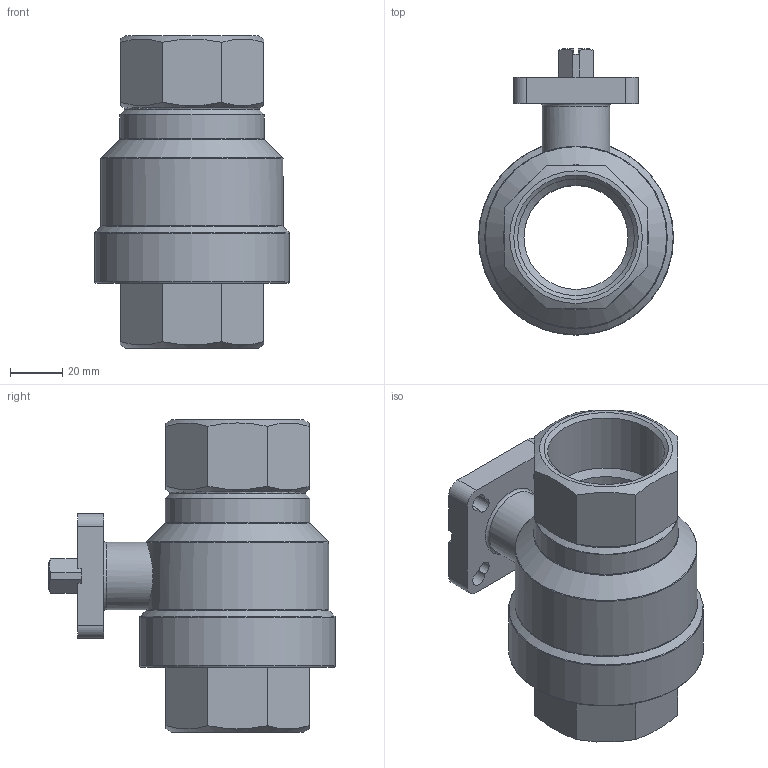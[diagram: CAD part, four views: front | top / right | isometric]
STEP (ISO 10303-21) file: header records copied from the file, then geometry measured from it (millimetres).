
FILE_DESCRIPTION(/* description */ ('STEP AP203'),/* implementation_level */ '2;1');
FILE_NAME(/* name */ '1689682 VZBA-11_2_-GG-25-D-22-F0405-B1B1T',/* time_stamp */ '2025-06-23T10:17:02+02:00',/* author */ ('License CC BY-ND 4.0'),/* organization */ ('CADENAS'),/* preprocessor_version */ 'ST-DEVELOPER v19.3',/* originating_system */ 'PARTsolutions',/* authorisation */ ' ');
FILE_SCHEMA (('CONFIG_CONTROL_DESIGN'));
Length unit declared in the file: millimetre
Products named in the file (1): 1689682 VZBA-11/2"-GG-25-D-22-F0405-B1B1T
Bounding box: 75 x 110 x 120 mm (x, y, z)
Volume: 239439 mm3; surface area: 53219.9 mm2
Topology: 1 solids, 1 shells, 112 faces, 291 edges, 186 vertices
Faces by surface type: plane 58, cylinder 23, cone 23, torus 8
Full cylindrical faces by diameter (mm): 3.242 x1, 14.3 x1, 22.8 x1, 26 x1, 27.5 x1, 40 x1, 44.845 x2, 55.5 x1, 75 x1
Entity records: 3324 total; most frequent: CARTESIAN_POINT 770, ORIENTED_EDGE 500, DIRECTION 498, EDGE_CURVE 250, AXIS2_PLACEMENT_3D 189, VERTEX_POINT 175, FACE_BOUND 157, EDGE_LOOP 156
